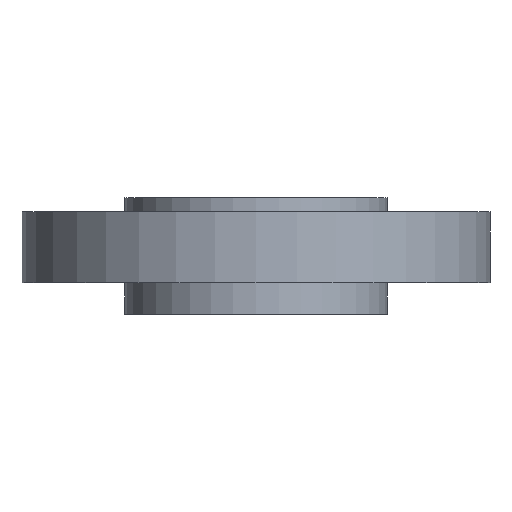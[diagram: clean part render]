
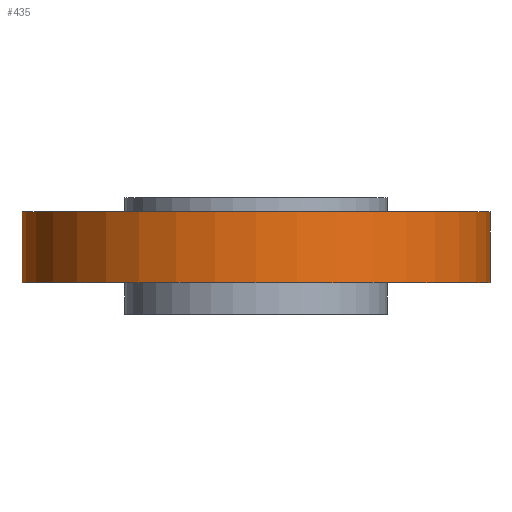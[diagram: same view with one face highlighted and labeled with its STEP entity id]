
A CAD part, front view. The second image highlights one B-rep face of the part: STEP entity #435.
In plain terms, the highlighted cylindrical face has radius 104.775 mm (diameter 209.55 mm), a partial arc.
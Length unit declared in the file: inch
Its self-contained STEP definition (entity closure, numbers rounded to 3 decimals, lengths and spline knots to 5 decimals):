
#2 = AXIS2_PLACEMENT_3D ( 'NONE', #423, #877, #193 ) ;
#41 = ORIENTED_EDGE ( 'NONE', *, *, #802, .F. ) ;
#51 = ORIENTED_EDGE ( 'NONE', *, *, #298, .F. ) ;
#104 = CARTESIAN_POINT ( 'NONE',  ( 0., 0., -0.25 ) ) ;
#111 = CARTESIAN_POINT ( 'NONE',  ( -4.125, 0., -13.16726 ) ) ;
#137 = ORIENTED_EDGE ( 'NONE', *, *, #659, .T. ) ;
#155 = CARTESIAN_POINT ( 'NONE',  ( 4.125, 0., -13.16726 ) ) ;
#166 = DIRECTION ( 'NONE',  ( 0., 0., 1. ) ) ;
#191 = VECTOR ( 'NONE', #449, 39.37008 ) ;
#193 = DIRECTION ( 'NONE',  ( 1., 0., 0. ) ) ;
#223 = VECTOR ( 'NONE', #937, 39.37008 ) ;
#255 = DIRECTION ( 'NONE',  ( 0., 0., -1. ) ) ;
#263 = CARTESIAN_POINT ( 'NONE',  ( 4.125, 0., -1.5 ) ) ;
#268 = CARTESIAN_POINT ( 'NONE',  ( -4.125, 0., -0.25 ) ) ;
#298 = EDGE_CURVE ( 'NONE', #828, #670, #599, .T. ) ;
#312 = CARTESIAN_POINT ( 'NONE',  ( 0., 0., -1.5 ) ) ;
#389 = VERTEX_POINT ( 'NONE', #650 ) ;
#415 = VERTEX_POINT ( 'NONE', #268 ) ;
#423 = CARTESIAN_POINT ( 'NONE',  ( 0., 0., -13.16726 ) ) ;
#430 = FACE_OUTER_BOUND ( 'NONE', #537, .T. ) ;
#435 = ADVANCED_FACE ( 'NONE', ( #430 ), #738, .T. ) ;
#449 = DIRECTION ( 'NONE',  ( 0., 0., 1. ) ) ;
#477 = EDGE_CURVE ( 'NONE', #670, #415, #808, .T. ) ;
#532 = CARTESIAN_POINT ( 'NONE',  ( -4.125, 0., -1.5 ) ) ;
#537 = EDGE_LOOP ( 'NONE', ( #809, #51, #137, #41 ) ) ;
#599 = CIRCLE ( 'NONE', #718, 4.125 ) ;
#630 = CIRCLE ( 'NONE', #797, 4.125 ) ;
#650 = CARTESIAN_POINT ( 'NONE',  ( 4.125, 0., -0.25 ) ) ;
#659 = EDGE_CURVE ( 'NONE', #828, #389, #849, .T. ) ;
#670 = VERTEX_POINT ( 'NONE', #532 ) ;
#718 = AXIS2_PLACEMENT_3D ( 'NONE', #312, #255, #867 ) ;
#738 = CYLINDRICAL_SURFACE ( 'NONE', #2, 4.125 ) ;
#797 = AXIS2_PLACEMENT_3D ( 'NONE', #104, #166, #886 ) ;
#802 = EDGE_CURVE ( 'NONE', #415, #389, #630, .T. ) ;
#808 = LINE ( 'NONE', #111, #191 ) ;
#809 = ORIENTED_EDGE ( 'NONE', *, *, #477, .F. ) ;
#828 = VERTEX_POINT ( 'NONE', #263 ) ;
#849 = LINE ( 'NONE', #155, #223 ) ;
#867 = DIRECTION ( 'NONE',  ( 1., 0., 0. ) ) ;
#877 = DIRECTION ( 'NONE',  ( 0., 0., 1. ) ) ;
#886 = DIRECTION ( 'NONE',  ( 1., 0., 0. ) ) ;
#937 = DIRECTION ( 'NONE',  ( 0., 0., 1. ) ) ;
